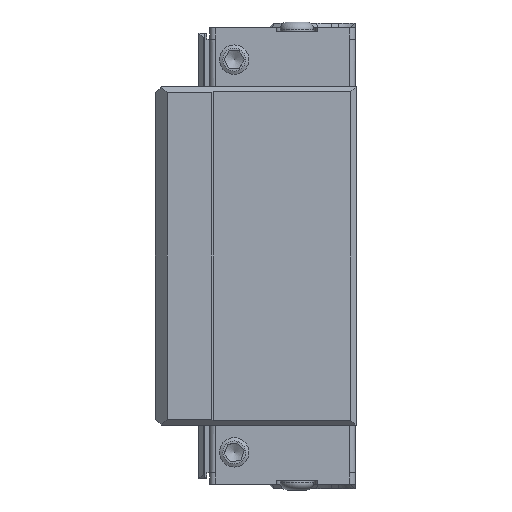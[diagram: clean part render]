
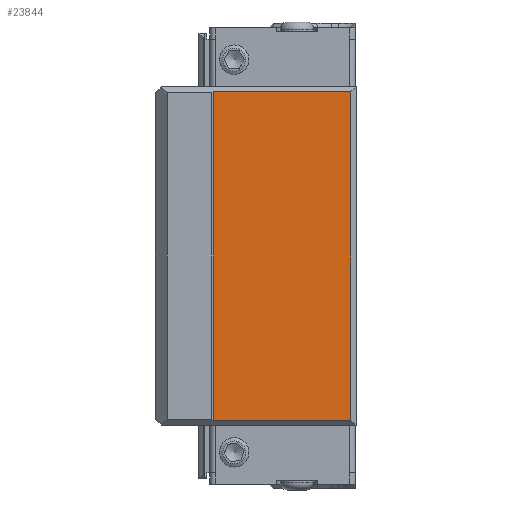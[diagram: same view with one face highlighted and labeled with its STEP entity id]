
A CAD part, left-side view. The second image highlights one B-rep face of the part: STEP entity #23844.
In plain terms, the highlighted planar face has unit normal (-1, 0, 0).
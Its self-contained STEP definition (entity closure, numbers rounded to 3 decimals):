
#759=FACE_OUTER_BOUND('',#2103,.T.);
#2103=EDGE_LOOP('',(#15317,#15318,#15319,#15320));
#4379=LINE('',#34350,#6959);
#4397=LINE('',#34386,#6977);
#4404=LINE('',#34402,#6984);
#4407=LINE('',#34407,#6987);
#6959=VECTOR('',#27661,23.4);
#6977=VECTOR('',#27687,23.4);
#6984=VECTOR('',#27712,55.9);
#6987=VECTOR('',#27719,55.9);
#9623=VERTEX_POINT('',#34347);
#9624=VERTEX_POINT('',#34349);
#9637=VERTEX_POINT('',#34383);
#9638=VERTEX_POINT('',#34385);
#11847=EDGE_CURVE('',#9623,#9624,#4379,.T.);
#11865=EDGE_CURVE('',#9637,#9638,#4397,.T.);
#11872=EDGE_CURVE('',#9638,#9623,#4404,.T.);
#11875=EDGE_CURVE('',#9624,#9637,#4407,.T.);
#15317=ORIENTED_EDGE('',*,*,#11872,.F.);
#15318=ORIENTED_EDGE('',*,*,#11865,.F.);
#15319=ORIENTED_EDGE('',*,*,#11875,.F.);
#15320=ORIENTED_EDGE('',*,*,#11847,.F.);
#21549=PLANE('',#25315);
#23844=ADVANCED_FACE('',(#759),#21549,.F.);
#25315=AXIS2_PLACEMENT_3D('',#34406,#27717,#27718);
#27661=DIRECTION('',(0.,1.,0.));
#27687=DIRECTION('',(0.,-1.,0.));
#27712=DIRECTION('',(0.,0.,-1.));
#27717=DIRECTION('center_axis',(1.,0.,0.));
#27718=DIRECTION('ref_axis',(0.,0.,-1.));
#27719=DIRECTION('',(0.,0.,1.));
#34347=CARTESIAN_POINT('',(-23.8,-9.15,-27.95));
#34349=CARTESIAN_POINT('',(-23.8,14.25,-27.95));
#34350=CARTESIAN_POINT('',(-23.8,6.95,-27.95));
#34383=CARTESIAN_POINT('',(-23.8,14.25,27.95));
#34385=CARTESIAN_POINT('',(-23.8,-9.15,27.95));
#34386=CARTESIAN_POINT('',(-23.8,6.95,27.95));
#34402=CARTESIAN_POINT('',(-23.8,-9.15,0.));
#34406=CARTESIAN_POINT('Origin',(-23.8,-10.15,28.75));
#34407=CARTESIAN_POINT('',(-23.8,14.25,28.75));
